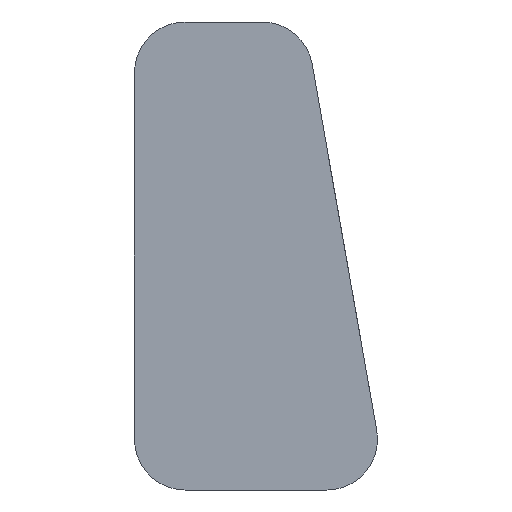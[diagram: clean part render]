
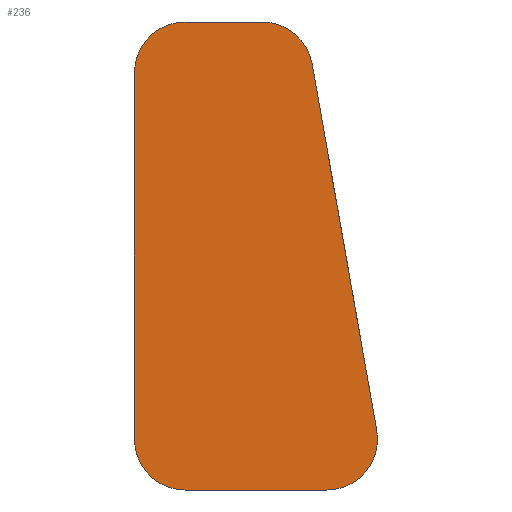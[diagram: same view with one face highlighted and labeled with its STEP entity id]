
A CAD part, left-side view. The second image highlights one B-rep face of the part: STEP entity #236.
In plain terms, the highlighted planar face has unit normal (-1, 0, 0).
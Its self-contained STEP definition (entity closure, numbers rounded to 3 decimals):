
#5 = ORIENTED_EDGE ( 'NONE', *, *, #273, .F. ) ;
#8 = CARTESIAN_POINT ( 'NONE',  ( 0., -17.567, 42.154 ) ) ;
#13 = EDGE_CURVE ( 'NONE', #198, #19, #22, .T. ) ;
#14 = DIRECTION ( 'NONE',  ( 0., -1., 0. ) ) ;
#15 = CARTESIAN_POINT ( 'NONE',  ( 0., 0., 0. ) ) ;
#19 = VERTEX_POINT ( 'NONE', #73 ) ;
#22 = CIRCLE ( 'NONE', #121, 5. ) ;
#23 = VERTEX_POINT ( 'NONE', #167 ) ;
#26 = DIRECTION ( 'NONE',  ( 0., 0., -1. ) ) ;
#34 = ORIENTED_EDGE ( 'NONE', *, *, #133, .T. ) ;
#45 = DIRECTION ( 'NONE',  ( 0., 0., -1. ) ) ;
#47 = VERTEX_POINT ( 'NONE', #8 ) ;
#48 = CARTESIAN_POINT ( 'NONE',  ( 0., -25., 0. ) ) ;
#55 = EDGE_CURVE ( 'NONE', #47, #337, #175, .T. ) ;
#71 = CARTESIAN_POINT ( 'NONE',  ( 0., 0., 41.286 ) ) ;
#73 = CARTESIAN_POINT ( 'NONE',  ( 0., -5., 0. ) ) ;
#82 = CARTESIAN_POINT ( 'NONE',  ( 0., 0., 5. ) ) ;
#96 = LINE ( 'NONE', #185, #208 ) ;
#104 = DIRECTION ( 'NONE',  ( 0., 0., 1. ) ) ;
#108 = CARTESIAN_POINT ( 'NONE',  ( 0., -25., 0. ) ) ;
#115 = EDGE_CURVE ( 'NONE', #23, #337, #96, .T. ) ;
#116 = VECTOR ( 'NONE', #104, 1000. ) ;
#117 = CARTESIAN_POINT ( 'NONE',  ( 0., -19.041, 5. ) ) ;
#120 = DIRECTION ( 'NONE',  ( 0., 0., -1. ) ) ;
#121 = AXIS2_PLACEMENT_3D ( 'NONE', #190, #160, #45 ) ;
#127 = EDGE_CURVE ( 'NONE', #387, #262, #130, .T. ) ;
#130 = CIRCLE ( 'NONE', #166, 5. ) ;
#133 = EDGE_CURVE ( 'NONE', #23, #310, #329, .T. ) ;
#138 = FACE_OUTER_BOUND ( 'NONE', #392, .T. ) ;
#144 = ORIENTED_EDGE ( 'NONE', *, *, #127, .T. ) ;
#152 = AXIS2_PLACEMENT_3D ( 'NONE', #15, #292, #170 ) ;
#153 = DIRECTION ( 'NONE',  ( -1., 0., 0. ) ) ;
#154 = CARTESIAN_POINT ( 'NONE',  ( 0., -5., 41.286 ) ) ;
#159 = AXIS2_PLACEMENT_3D ( 'NONE', #320, #217, #380 ) ;
#160 = DIRECTION ( 'NONE',  ( -1., 0., 0. ) ) ;
#166 = AXIS2_PLACEMENT_3D ( 'NONE', #117, #153, #26 ) ;
#167 = CARTESIAN_POINT ( 'NONE',  ( 0., -5., 46.286 ) ) ;
#170 = DIRECTION ( 'NONE',  ( 0., 0., -1. ) ) ;
#175 = CIRCLE ( 'NONE', #159, 5. ) ;
#183 = ORIENTED_EDGE ( 'NONE', *, *, #115, .F. ) ;
#184 = ORIENTED_EDGE ( 'NONE', *, *, #55, .T. ) ;
#185 = CARTESIAN_POINT ( 'NONE',  ( 0., -16.839, 46.286 ) ) ;
#190 = CARTESIAN_POINT ( 'NONE',  ( 0., -5., 5. ) ) ;
#197 = CARTESIAN_POINT ( 'NONE',  ( 0., -23.965, 5.868 ) ) ;
#198 = VERTEX_POINT ( 'NONE', #82 ) ;
#208 = VECTOR ( 'NONE', #14, 1000. ) ;
#217 = DIRECTION ( 'NONE',  ( -1., 0., 0. ) ) ;
#222 = LINE ( 'NONE', #108, #265 ) ;
#231 = LINE ( 'NONE', #250, #116 ) ;
#236 = ADVANCED_FACE ( 'NONE', ( #138 ), #253, .F. ) ;
#241 = DIRECTION ( 'NONE',  ( -1., 0., 0. ) ) ;
#242 = ORIENTED_EDGE ( 'NONE', *, *, #368, .F. ) ;
#250 = CARTESIAN_POINT ( 'NONE',  ( 0., 0., 0. ) ) ;
#251 = AXIS2_PLACEMENT_3D ( 'NONE', #154, #241, #120 ) ;
#253 = PLANE ( 'NONE',  #152 ) ;
#259 = DIRECTION ( 'NONE',  ( 0., 1., 0. ) ) ;
#262 = VERTEX_POINT ( 'NONE', #197 ) ;
#265 = VECTOR ( 'NONE', #397, 1000. ) ;
#273 = EDGE_CURVE ( 'NONE', #198, #310, #231, .T. ) ;
#292 = DIRECTION ( 'NONE',  ( 1., 0., 0. ) ) ;
#310 = VERTEX_POINT ( 'NONE', #71 ) ;
#312 = VECTOR ( 'NONE', #259, 1000. ) ;
#317 = CARTESIAN_POINT ( 'NONE',  ( 0., -12.643, 46.286 ) ) ;
#320 = CARTESIAN_POINT ( 'NONE',  ( 0., -12.643, 41.286 ) ) ;
#329 = CIRCLE ( 'NONE', #251, 5. ) ;
#337 = VERTEX_POINT ( 'NONE', #317 ) ;
#352 = EDGE_CURVE ( 'NONE', #47, #262, #222, .T. ) ;
#353 = CARTESIAN_POINT ( 'NONE',  ( 0., -19.041, 0. ) ) ;
#368 = EDGE_CURVE ( 'NONE', #387, #19, #395, .T. ) ;
#380 = DIRECTION ( 'NONE',  ( 0., 0., -1. ) ) ;
#387 = VERTEX_POINT ( 'NONE', #353 ) ;
#389 = ORIENTED_EDGE ( 'NONE', *, *, #352, .F. ) ;
#392 = EDGE_LOOP ( 'NONE', ( #389, #184, #183, #34, #5, #394, #242, #144 ) ) ;
#394 = ORIENTED_EDGE ( 'NONE', *, *, #13, .T. ) ;
#395 = LINE ( 'NONE', #48, #312 ) ;
#397 = DIRECTION ( 'NONE',  ( 0., -0.174, -0.985 ) ) ;
